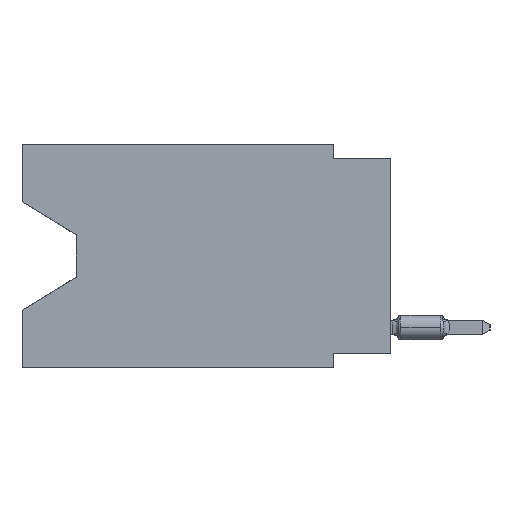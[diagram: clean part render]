
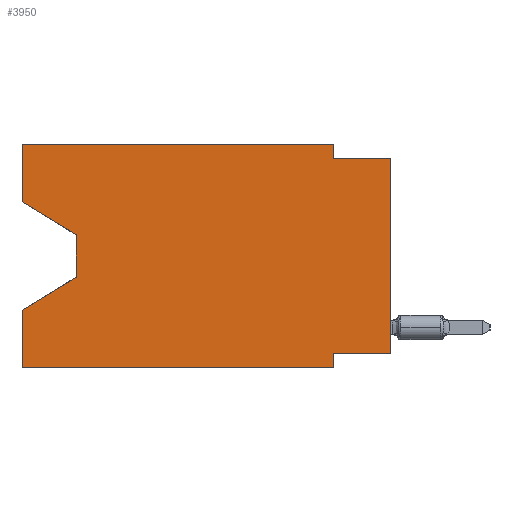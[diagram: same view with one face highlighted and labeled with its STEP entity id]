
A CAD part, left-side view. The second image highlights one B-rep face of the part: STEP entity #3950.
In plain terms, the highlighted planar face has unit normal (-1, 0, 0).
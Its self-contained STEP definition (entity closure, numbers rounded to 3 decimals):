
#160 = EDGE_CURVE ( 'NONE', #11628, #26501, #17182, .T. ) ;
#164 = ORIENTED_EDGE ( 'NONE', *, *, #7366, .F. ) ;
#1278 = CARTESIAN_POINT ( 'NONE',  ( 0., 2.54, -0.635 ) ) ;
#1485 = LINE ( 'NONE', #15014, #10468 ) ;
#1699 = DIRECTION ( 'NONE',  ( 0., 0., -1. ) ) ;
#1728 = CARTESIAN_POINT ( 'NONE',  ( 0., 16.383, -9.906 ) ) ;
#1743 = DIRECTION ( 'NONE',  ( 0., -0.855, -0.519 ) ) ;
#1911 = CARTESIAN_POINT ( 'NONE',  ( 0., 16.383, 0. ) ) ;
#2390 = LINE ( 'NONE', #4409, #23581 ) ;
#2592 = AXIS2_PLACEMENT_3D ( 'NONE', #1911, #11213, #27655 ) ;
#2722 = LINE ( 'NONE', #28101, #23993 ) ;
#3508 = VERTEX_POINT ( 'NONE', #27723 ) ;
#3635 = ORIENTED_EDGE ( 'NONE', *, *, #13105, .T. ) ;
#3950 = ADVANCED_FACE ( 'NONE', ( #15781 ), #26936, .F. ) ;
#4409 = CARTESIAN_POINT ( 'NONE',  ( 0., 16.383, 0. ) ) ;
#4747 = VERTEX_POINT ( 'NONE', #25330 ) ;
#5522 = VERTEX_POINT ( 'NONE', #1728 ) ;
#5542 = VECTOR ( 'NONE', #15992, 1000. ) ;
#5663 = EDGE_CURVE ( 'NONE', #5522, #21796, #14145, .T. ) ;
#6097 = DIRECTION ( 'NONE',  ( 0., -1., 0. ) ) ;
#6335 = VERTEX_POINT ( 'NONE', #1278 ) ;
#6732 = VERTEX_POINT ( 'NONE', #19114 ) ;
#6941 = CARTESIAN_POINT ( 'NONE',  ( 0., 16.383, 0. ) ) ;
#6988 = LINE ( 'NONE', #32712, #9878 ) ;
#7366 = EDGE_CURVE ( 'NONE', #31993, #6335, #6988, .T. ) ;
#7375 = VERTEX_POINT ( 'NONE', #29463 ) ;
#7615 = VECTOR ( 'NONE', #28323, 1000. ) ;
#7747 = EDGE_CURVE ( 'NONE', #34866, #31993, #29413, .T. ) ;
#7750 = CARTESIAN_POINT ( 'NONE',  ( 0., 0., 0. ) ) ;
#8653 = CARTESIAN_POINT ( 'NONE',  ( 0., 16.383, -9.906 ) ) ;
#9584 = EDGE_CURVE ( 'NONE', #4747, #11628, #1485, .T. ) ;
#9718 = DIRECTION ( 'NONE',  ( 0., -1., 0. ) ) ;
#9878 = VECTOR ( 'NONE', #1699, 1000. ) ;
#10256 = DIRECTION ( 'NONE',  ( 0., 0., 1. ) ) ;
#10468 = VECTOR ( 'NONE', #17919, 1000. ) ;
#10527 = DIRECTION ( 'NONE',  ( 0., 0., 1. ) ) ;
#11213 = DIRECTION ( 'NONE',  ( 1., 0., 0. ) ) ;
#11256 = CARTESIAN_POINT ( 'NONE',  ( 0., 2.54, -9.271 ) ) ;
#11628 = VERTEX_POINT ( 'NONE', #34520 ) ;
#13105 = EDGE_CURVE ( 'NONE', #6732, #4747, #31835, .T. ) ;
#13878 = VECTOR ( 'NONE', #6097, 1000. ) ;
#14145 = LINE ( 'NONE', #8653, #13878 ) ;
#14281 = ORIENTED_EDGE ( 'NONE', *, *, #9584, .T. ) ;
#14403 = DIRECTION ( 'NONE',  ( 0., 1., 0. ) ) ;
#15014 = CARTESIAN_POINT ( 'NONE',  ( 0., 13.97, -4.013 ) ) ;
#15457 = CARTESIAN_POINT ( 'NONE',  ( 0., 16.383, 0. ) ) ;
#15661 = ORIENTED_EDGE ( 'NONE', *, *, #24014, .F. ) ;
#15781 = FACE_OUTER_BOUND ( 'NONE', #21547, .T. ) ;
#15992 = DIRECTION ( 'NONE',  ( 0., 0., 1. ) ) ;
#17157 = EDGE_CURVE ( 'NONE', #5522, #26501, #32609, .T. ) ;
#17182 = LINE ( 'NONE', #17351, #7615 ) ;
#17351 = CARTESIAN_POINT ( 'NONE',  ( 0., 13.97, -5.893 ) ) ;
#17919 = DIRECTION ( 'NONE',  ( 0., 0., -1. ) ) ;
#17928 = LINE ( 'NONE', #23245, #33501 ) ;
#17959 = CARTESIAN_POINT ( 'NONE',  ( 0., 16.383, -2.546 ) ) ;
#19114 = CARTESIAN_POINT ( 'NONE',  ( 0., 16.383, -2.546 ) ) ;
#19117 = VERTEX_POINT ( 'NONE', #11256 ) ;
#19545 = ORIENTED_EDGE ( 'NONE', *, *, #17157, .F. ) ;
#20925 = LINE ( 'NONE', #7750, #5542 ) ;
#20954 = CARTESIAN_POINT ( 'NONE',  ( 0., 16.383, 0. ) ) ;
#21019 = EDGE_CURVE ( 'NONE', #19117, #21796, #30371, .T. ) ;
#21379 = DIRECTION ( 'NONE',  ( 0., -1., 0. ) ) ;
#21547 = EDGE_LOOP ( 'NONE', ( #3635, #14281, #23755, #19545, #34731, #26071, #25431, #29445, #15661, #164, #24476, #23162 ) ) ;
#21796 = VERTEX_POINT ( 'NONE', #24454 ) ;
#21991 = EDGE_CURVE ( 'NONE', #3508, #19117, #2722, .T. ) ;
#23162 = ORIENTED_EDGE ( 'NONE', *, *, #24077, .F. ) ;
#23245 = CARTESIAN_POINT ( 'NONE',  ( 0., 0., -0.635 ) ) ;
#23581 = VECTOR ( 'NONE', #10256, 1000. ) ;
#23755 = ORIENTED_EDGE ( 'NONE', *, *, #160, .T. ) ;
#23993 = VECTOR ( 'NONE', #14403, 1000. ) ;
#24014 = EDGE_CURVE ( 'NONE', #6335, #7375, #17928, .T. ) ;
#24077 = EDGE_CURVE ( 'NONE', #6732, #34866, #2390, .T. ) ;
#24454 = CARTESIAN_POINT ( 'NONE',  ( 0., 2.54, -9.906 ) ) ;
#24476 = ORIENTED_EDGE ( 'NONE', *, *, #7747, .F. ) ;
#25330 = CARTESIAN_POINT ( 'NONE',  ( 0., 13.97, -4.013 ) ) ;
#25431 = ORIENTED_EDGE ( 'NONE', *, *, #21991, .F. ) ;
#26071 = ORIENTED_EDGE ( 'NONE', *, *, #21019, .F. ) ;
#26501 = VERTEX_POINT ( 'NONE', #28598 ) ;
#26936 = PLANE ( 'NONE',  #2592 ) ;
#27367 = VECTOR ( 'NONE', #21379, 1000. ) ;
#27561 = VECTOR ( 'NONE', #1743, 1000. ) ;
#27655 = DIRECTION ( 'NONE',  ( 0., 0., -1. ) ) ;
#27723 = CARTESIAN_POINT ( 'NONE',  ( 0., 0., -9.271 ) ) ;
#28101 = CARTESIAN_POINT ( 'NONE',  ( 0., 0., -9.271 ) ) ;
#28323 = DIRECTION ( 'NONE',  ( 0., 0.855, -0.519 ) ) ;
#28598 = CARTESIAN_POINT ( 'NONE',  ( 0., 16.383, -7.36 ) ) ;
#29413 = LINE ( 'NONE', #6941, #27367 ) ;
#29445 = ORIENTED_EDGE ( 'NONE', *, *, #34789, .T. ) ;
#29463 = CARTESIAN_POINT ( 'NONE',  ( 0., 0., -0.635 ) ) ;
#29992 = VECTOR ( 'NONE', #35115, 1000. ) ;
#30371 = LINE ( 'NONE', #32559, #29992 ) ;
#30430 = CARTESIAN_POINT ( 'NONE',  ( 0., 2.54, 0. ) ) ;
#31835 = LINE ( 'NONE', #17959, #27561 ) ;
#31993 = VERTEX_POINT ( 'NONE', #30430 ) ;
#32559 = CARTESIAN_POINT ( 'NONE',  ( 0., 2.54, -9.906 ) ) ;
#32609 = LINE ( 'NONE', #20954, #34962 ) ;
#32712 = CARTESIAN_POINT ( 'NONE',  ( 0., 2.54, 0. ) ) ;
#33501 = VECTOR ( 'NONE', #9718, 1000. ) ;
#34520 = CARTESIAN_POINT ( 'NONE',  ( 0., 13.97, -5.893 ) ) ;
#34731 = ORIENTED_EDGE ( 'NONE', *, *, #5663, .T. ) ;
#34789 = EDGE_CURVE ( 'NONE', #3508, #7375, #20925, .T. ) ;
#34866 = VERTEX_POINT ( 'NONE', #15457 ) ;
#34962 = VECTOR ( 'NONE', #10527, 1000. ) ;
#35115 = DIRECTION ( 'NONE',  ( 0., 0., -1. ) ) ;
